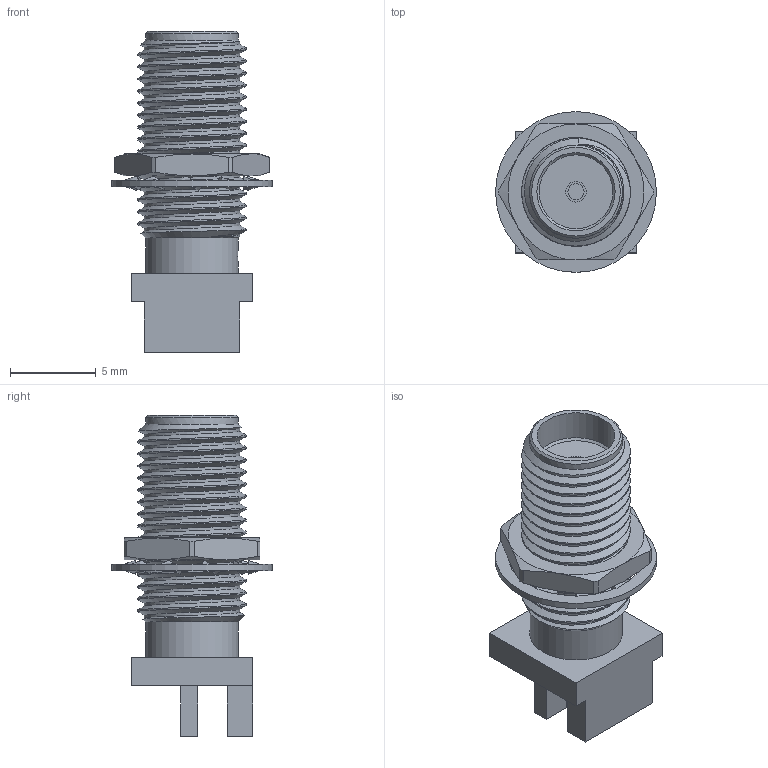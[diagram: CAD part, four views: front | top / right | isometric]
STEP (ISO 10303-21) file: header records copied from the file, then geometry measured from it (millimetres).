
FILE_DESCRIPTION (( 'STEP AP203' ), '1' );
FILE_NAME ('SC8442.step', '2019-10-18T16:02:54', ( '' ), ( '' ), 'SwSTEP 2.0', 'SolidWorks 2018', '' );
FILE_SCHEMA (( 'CONFIG_CONTROL_DESIGN' ));
Length unit declared in the file: inch
Products named in the file (1): SC8442
Bounding box: 9.4 x 9.4 x 18.77 mm (x, y, z)
Volume: 483.1 mm3; surface area: 832.4 mm2
Topology: 3 solids, 3 shells, 139 faces, 403 edges, 277 vertices
Faces by surface type: plane 47, bspline 46, cylinder 27, cone 19
Full cylindrical faces by diameter (mm): 0.66 x1, 0.94 x1, 1.016 x1, 1.194 x1, 2.286 x1, 4.572 x1, 5.436 x2, 9.398 x1
Entity records: 7971 total; most frequent: CARTESIAN_POINT 4638, ORIENTED_EDGE 766, DIRECTION 522, EDGE_CURVE 383, VERTEX_POINT 271, AXIS2_PLACEMENT_3D 187, EDGE_LOOP 162, LINE 148
